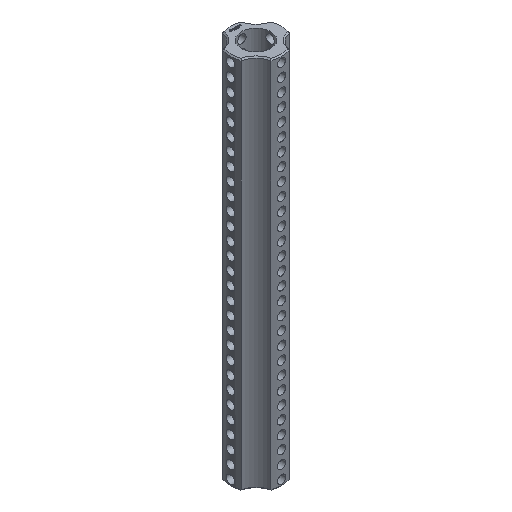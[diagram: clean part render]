
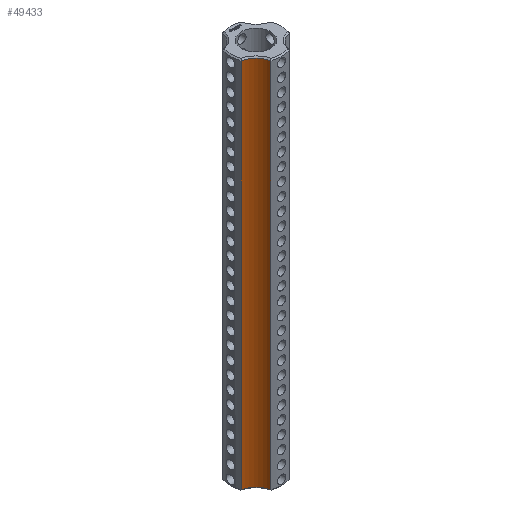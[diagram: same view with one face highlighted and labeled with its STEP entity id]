
A CAD part, isometric view. The second image highlights one B-rep face of the part: STEP entity #49433.
In plain terms, the highlighted cylindrical face has radius 5 mm (diameter 10 mm), a partial arc.
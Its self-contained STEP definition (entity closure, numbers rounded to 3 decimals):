
#6308 = CYLINDRICAL_SURFACE('',#6309,6.25);
#6309 = AXIS2_PLACEMENT_3D('',#6310,#6311,#6312);
#6310 = CARTESIAN_POINT('',(0.,0.,0.));
#6311 = DIRECTION('',(-0.,-0.,-1.));
#6312 = DIRECTION('',(1.,0.,0.));
#13903 = EDGE_CURVE('',#13904,#13906,#13908,.T.);
#13904 = VERTEX_POINT('',#13905);
#13905 = CARTESIAN_POINT('',(-2.225,-5.841,0.3));
#13906 = VERTEX_POINT('',#13907);
#13907 = CARTESIAN_POINT('',(-2.225,-5.841,90.325));
#13908 = SURFACE_CURVE('',#13909,(#13913,#13920),.PCURVE_S1.);
#13909 = LINE('',#13910,#13911);
#13910 = CARTESIAN_POINT('',(-2.225,-5.841,0.));
#13911 = VECTOR('',#13912,1.);
#13912 = DIRECTION('',(0.,0.,1.));
#13913 = PCURVE('',#6308,#13914);
#13914 = DEFINITIONAL_REPRESENTATION('',(#13915),#13919);
#13915 = LINE('',#13916,#13917);
#13916 = CARTESIAN_POINT('',(-4.348,0.));
#13917 = VECTOR('',#13918,1.);
#13918 = DIRECTION('',(-0.,-1.));
#13919 = ( GEOMETRIC_REPRESENTATION_CONTEXT(2) 
PARAMETRIC_REPRESENTATION_CONTEXT() REPRESENTATION_CONTEXT('2D SPACE',''
  ) );
#13920 = PCURVE('',#13921,#13926);
#13921 = CYLINDRICAL_SURFACE('',#13922,5.);
#13922 = AXIS2_PLACEMENT_3D('',#13923,#13924,#13925);
#13923 = CARTESIAN_POINT('',(-7.071,-7.071,0.));
#13924 = DIRECTION('',(-0.,-0.,-1.));
#13925 = DIRECTION('',(1.,0.,0.));
#13926 = DEFINITIONAL_REPRESENTATION('',(#13927),#13931);
#13927 = LINE('',#13928,#13929);
#13928 = CARTESIAN_POINT('',(-0.249,0.));
#13929 = VECTOR('',#13930,1.);
#13930 = DIRECTION('',(-0.,-1.));
#13931 = ( GEOMETRIC_REPRESENTATION_CONTEXT(2) 
PARAMETRIC_REPRESENTATION_CONTEXT() REPRESENTATION_CONTEXT('2D SPACE',''
  ) );
#18948 = CONICAL_SURFACE('',#18949,5.,0.785);
#18949 = AXIS2_PLACEMENT_3D('',#18950,#18951,#18952);
#18950 = CARTESIAN_POINT('',(-7.071,-7.071,0.3));
#18951 = DIRECTION('',(-0.,-0.,-1.));
#18952 = DIRECTION('',(0.969,0.246,0.));
#19150 = CONICAL_SURFACE('',#19151,5.,0.785);
#19151 = AXIS2_PLACEMENT_3D('',#19152,#19153,#19154);
#19152 = CARTESIAN_POINT('',(-7.071,-7.071,90.325));
#19153 = DIRECTION('',(0.,0.,1.));
#19154 = DIRECTION('',(0.969,0.246,0.));
#49433 = ADVANCED_FACE('',(#49434),#13921,.F.);
#49434 = FACE_BOUND('',#49435,.T.);
#49435 = EDGE_LOOP('',(#49436,#49437,#49461,#49489));
#49436 = ORIENTED_EDGE('',*,*,#13903,.T.);
#49437 = ORIENTED_EDGE('',*,*,#49438,.T.);
#49438 = EDGE_CURVE('',#13906,#49439,#49441,.T.);
#49439 = VERTEX_POINT('',#49440);
#49440 = CARTESIAN_POINT('',(-5.841,-2.225,90.325));
#49441 = SURFACE_CURVE('',#49442,(#49447,#49454),.PCURVE_S1.);
#49442 = CIRCLE('',#49443,5.);
#49443 = AXIS2_PLACEMENT_3D('',#49444,#49445,#49446);
#49444 = CARTESIAN_POINT('',(-7.071,-7.071,90.325));
#49445 = DIRECTION('',(0.,-0.,1.));
#49446 = DIRECTION('',(0.969,0.246,0.));
#49447 = PCURVE('',#13921,#49448);
#49448 = DEFINITIONAL_REPRESENTATION('',(#49449),#49453);
#49449 = LINE('',#49450,#49451);
#49450 = CARTESIAN_POINT('',(-0.249,-90.325));
#49451 = VECTOR('',#49452,1.);
#49452 = DIRECTION('',(-1.,0.));
#49453 = ( GEOMETRIC_REPRESENTATION_CONTEXT(2) 
PARAMETRIC_REPRESENTATION_CONTEXT() REPRESENTATION_CONTEXT('2D SPACE',''
  ) );
#49454 = PCURVE('',#19150,#49455);
#49455 = DEFINITIONAL_REPRESENTATION('',(#49456),#49460);
#49456 = LINE('',#49457,#49458);
#49457 = CARTESIAN_POINT('',(0.,0.));
#49458 = VECTOR('',#49459,1.);
#49459 = DIRECTION('',(1.,0.));
#49460 = ( GEOMETRIC_REPRESENTATION_CONTEXT(2) 
PARAMETRIC_REPRESENTATION_CONTEXT() REPRESENTATION_CONTEXT('2D SPACE',''
  ) );
#49461 = ORIENTED_EDGE('',*,*,#49462,.F.);
#49462 = EDGE_CURVE('',#49463,#49439,#49465,.T.);
#49463 = VERTEX_POINT('',#49464);
#49464 = CARTESIAN_POINT('',(-5.841,-2.225,0.3));
#49465 = SURFACE_CURVE('',#49466,(#49470,#49477),.PCURVE_S1.);
#49466 = LINE('',#49467,#49468);
#49467 = CARTESIAN_POINT('',(-5.841,-2.225,0.));
#49468 = VECTOR('',#49469,1.);
#49469 = DIRECTION('',(0.,0.,1.));
#49470 = PCURVE('',#13921,#49471);
#49471 = DEFINITIONAL_REPRESENTATION('',(#49472),#49476);
#49472 = LINE('',#49473,#49474);
#49473 = CARTESIAN_POINT('',(-1.322,0.));
#49474 = VECTOR('',#49475,1.);
#49475 = DIRECTION('',(-0.,-1.));
#49476 = ( GEOMETRIC_REPRESENTATION_CONTEXT(2) 
PARAMETRIC_REPRESENTATION_CONTEXT() REPRESENTATION_CONTEXT('2D SPACE',''
  ) );
#49477 = PCURVE('',#49478,#49483);
#49478 = CYLINDRICAL_SURFACE('',#49479,6.25);
#49479 = AXIS2_PLACEMENT_3D('',#49480,#49481,#49482);
#49480 = CARTESIAN_POINT('',(0.,0.,0.));
#49481 = DIRECTION('',(-0.,-0.,-1.));
#49482 = DIRECTION('',(1.,0.,0.));
#49483 = DEFINITIONAL_REPRESENTATION('',(#49484),#49488);
#49484 = LINE('',#49485,#49486);
#49485 = CARTESIAN_POINT('',(-3.506,0.));
#49486 = VECTOR('',#49487,1.);
#49487 = DIRECTION('',(-0.,-1.));
#49488 = ( GEOMETRIC_REPRESENTATION_CONTEXT(2) 
PARAMETRIC_REPRESENTATION_CONTEXT() REPRESENTATION_CONTEXT('2D SPACE',''
  ) );
#49489 = ORIENTED_EDGE('',*,*,#49490,.F.);
#49490 = EDGE_CURVE('',#13904,#49463,#49491,.T.);
#49491 = SURFACE_CURVE('',#49492,(#49497,#49504),.PCURVE_S1.);
#49492 = CIRCLE('',#49493,5.);
#49493 = AXIS2_PLACEMENT_3D('',#49494,#49495,#49496);
#49494 = CARTESIAN_POINT('',(-7.071,-7.071,0.3));
#49495 = DIRECTION('',(0.,-0.,1.));
#49496 = DIRECTION('',(0.969,0.246,0.));
#49497 = PCURVE('',#13921,#49498);
#49498 = DEFINITIONAL_REPRESENTATION('',(#49499),#49503);
#49499 = LINE('',#49500,#49501);
#49500 = CARTESIAN_POINT('',(-0.249,-0.3));
#49501 = VECTOR('',#49502,1.);
#49502 = DIRECTION('',(-1.,0.));
#49503 = ( GEOMETRIC_REPRESENTATION_CONTEXT(2) 
PARAMETRIC_REPRESENTATION_CONTEXT() REPRESENTATION_CONTEXT('2D SPACE',''
  ) );
#49504 = PCURVE('',#18948,#49505);
#49505 = DEFINITIONAL_REPRESENTATION('',(#49506),#49510);
#49506 = LINE('',#49507,#49508);
#49507 = CARTESIAN_POINT('',(-0.,0.));
#49508 = VECTOR('',#49509,1.);
#49509 = DIRECTION('',(-1.,0.));
#49510 = ( GEOMETRIC_REPRESENTATION_CONTEXT(2) 
PARAMETRIC_REPRESENTATION_CONTEXT() REPRESENTATION_CONTEXT('2D SPACE',''
  ) );
